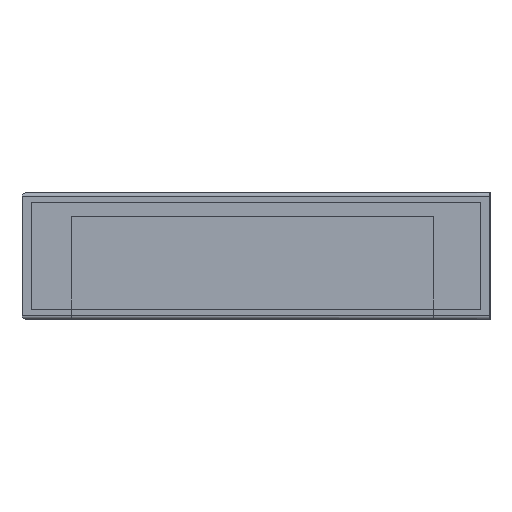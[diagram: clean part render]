
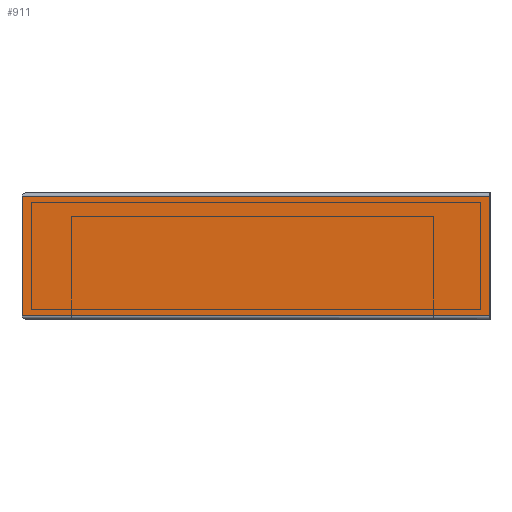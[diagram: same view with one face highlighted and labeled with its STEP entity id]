
A CAD part, left-side view. The second image highlights one B-rep face of the part: STEP entity #911.
In plain terms, the highlighted face is planar.
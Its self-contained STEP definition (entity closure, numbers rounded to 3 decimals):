
#55=PLANE('',#1024);
#107=FACE_OUTER_BOUND('',#163,.T.);
#163=EDGE_LOOP('',(#772,#773,#774,#775));
#200=LINE('',#1310,#308);
#211=LINE('',#1340,#319);
#228=LINE('',#1391,#336);
#275=LINE('',#1490,#383);
#308=VECTOR('',#1055,10.);
#319=VECTOR('',#1082,10.);
#336=VECTOR('',#1135,10.);
#383=VECTOR('',#1216,10.);
#416=VERTEX_POINT('',#1308);
#417=VERTEX_POINT('',#1309);
#428=VERTEX_POINT('',#1339);
#443=VERTEX_POINT('',#1384);
#496=EDGE_CURVE('',#416,#417,#200,.T.);
#511=EDGE_CURVE('',#417,#428,#211,.T.);
#537=EDGE_CURVE('',#428,#443,#228,.T.);
#587=EDGE_CURVE('',#416,#443,#275,.T.);
#772=ORIENTED_EDGE('',*,*,#496,.F.);
#773=ORIENTED_EDGE('',*,*,#587,.T.);
#774=ORIENTED_EDGE('',*,*,#537,.F.);
#775=ORIENTED_EDGE('',*,*,#511,.F.);
#911=ADVANCED_FACE('',(#107),#55,.T.);
#1024=AXIS2_PLACEMENT_3D('',#1497,#1226,#1227);
#1055=DIRECTION('',(0.,-1.,0.));
#1082=DIRECTION('',(0.,0.,1.));
#1135=DIRECTION('',(0.,1.,0.));
#1216=DIRECTION('',(0.,0.,1.));
#1226=DIRECTION('center_axis',(1.,0.,0.));
#1227=DIRECTION('ref_axis',(0.,1.,0.));
#1308=CARTESIAN_POINT('',(300.,50.,0.75));
#1309=CARTESIAN_POINT('',(300.,-50.,0.75));
#1310=CARTESIAN_POINT('',(300.,-25.,0.75));
#1339=CARTESIAN_POINT('',(300.,-50.,26.25));
#1340=CARTESIAN_POINT('',(300.,-50.,0.));
#1384=CARTESIAN_POINT('',(300.,50.,26.25));
#1391=CARTESIAN_POINT('',(300.,-25.,26.25));
#1490=CARTESIAN_POINT('',(300.,50.,0.));
#1497=CARTESIAN_POINT('Origin',(300.,-50.,0.));
